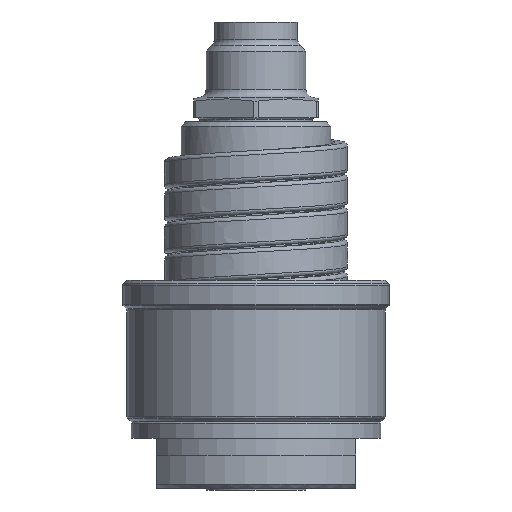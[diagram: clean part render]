
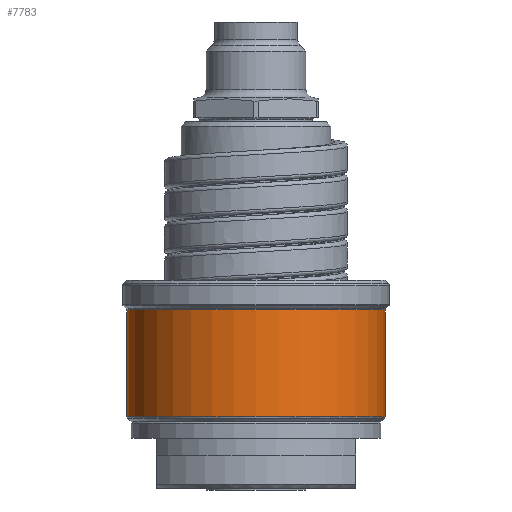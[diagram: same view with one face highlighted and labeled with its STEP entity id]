
A CAD part, front view. The second image highlights one B-rep face of the part: STEP entity #7783.
In plain terms, the highlighted cylindrical face has radius 15.5 mm (diameter 31 mm), a partial arc.
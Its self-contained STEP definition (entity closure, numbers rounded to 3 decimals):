
#1399=CARTESIAN_POINT('',(0.,0.,8.583));
#1400=DIRECTION('',(0.,0.,1.));
#1401=DIRECTION('',(-1.,0.,0.));
#1402=AXIS2_PLACEMENT_3D('',#1399,#1400,#1401);
#1404=DIRECTION('',(0.,0.,-1.));
#1405=VECTOR('',#1404,12.835);
#1406=CARTESIAN_POINT('',(-15.5,0.,21.417));
#1407=LINE('',#1406,#1405);
#1408=CARTESIAN_POINT('',(0.,0.,21.417));
#1409=DIRECTION('',(0.,0.,1.));
#1410=DIRECTION('',(-1.,0.,0.));
#1411=AXIS2_PLACEMENT_3D('',#1408,#1409,#1410);
#1413=DIRECTION('',(0.,0.,-1.));
#1414=VECTOR('',#1413,12.835);
#1415=CARTESIAN_POINT('',(15.5,0.,21.417));
#1416=LINE('',#1415,#1414);
#5495=CARTESIAN_POINT('',(15.5,0.,21.417));
#5496=CARTESIAN_POINT('',(-15.5,0.,21.417));
#5497=VERTEX_POINT('',#5495);
#5498=VERTEX_POINT('',#5496);
#5521=CARTESIAN_POINT('',(15.5,0.,8.583));
#5522=VERTEX_POINT('',#5521);
#5523=CARTESIAN_POINT('',(-15.5,0.,8.583));
#5524=VERTEX_POINT('',#5523);
#7771=CARTESIAN_POINT('',(0.,0.,7.15));
#7772=DIRECTION('',(0.,0.,1.));
#7773=DIRECTION('',(-1.,0.,0.));
#7774=AXIS2_PLACEMENT_3D('',#7771,#7772,#7773);
#7775=CYLINDRICAL_SURFACE('',#7774,15.5);
#7776=ORIENTED_EDGE('',*,*,#7743,.F.);
#7777=ORIENTED_EDGE('',*,*,#7761,.F.);
#7779=ORIENTED_EDGE('',*,*,#7778,.T.);
#7780=ORIENTED_EDGE('',*,*,#7757,.T.);
#7781=EDGE_LOOP('',(#7776,#7777,#7779,#7780));
#7782=FACE_OUTER_BOUND('',#7781,.F.);
#1403=CIRCLE('',#1402,15.5);
#1412=CIRCLE('',#1411,15.5);
#7743=EDGE_CURVE('',#5524,#5522,#1403,.T.);
#7757=EDGE_CURVE('',#5497,#5522,#1416,.T.);
#7761=EDGE_CURVE('',#5498,#5524,#1407,.T.);
#7778=EDGE_CURVE('',#5498,#5497,#1412,.T.);
#7783=ADVANCED_FACE('',(#7782),#7775,.T.);
